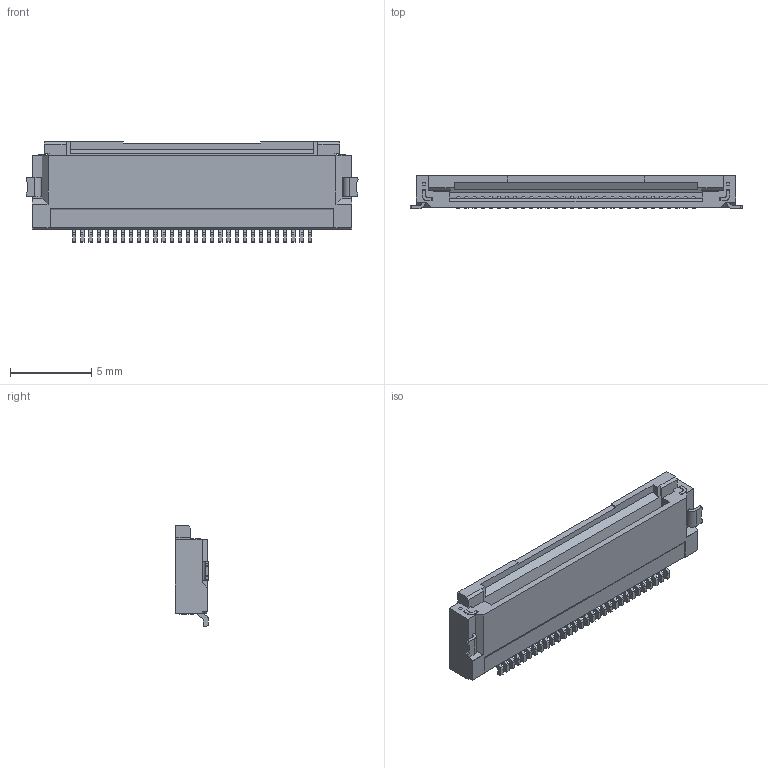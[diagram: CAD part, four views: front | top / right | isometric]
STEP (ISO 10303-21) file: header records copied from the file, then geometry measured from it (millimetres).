
FILE_DESCRIPTION (( 'STEP AP203' ), '1' );
FILE_NAME ('HF601-30-02.STEP', '2016-04-21T10:34:25', ( 'DELL-T3500' ), ( 'Microsoft' ), 'SwSTEP 2.0', 'SolidWorks 2014', '' );
FILE_SCHEMA (( 'CONFIG_CONTROL_DESIGN' ));
Length unit declared in the file: millimetre
Products named in the file (1): HF601-30-02
Bounding box: 20.45 x 2.05 x 6.2 mm (x, y, z)
Volume: 150.9 mm3; surface area: 480.9 mm2
Topology: 1 solids, 1 shells, 1189 faces, 3352 edges, 2233 vertices
Faces by surface type: plane 931, cylinder 258
Entity records: 39207 total; most frequent: CARTESIAN_POINT 10742, ORIENTED_EDGE 6704, DIRECTION 4490, EDGE_CURVE 3352, VERTEX_POINT 2233, LINE 1990, VECTOR 1990, EDGE_LOOP 1319
